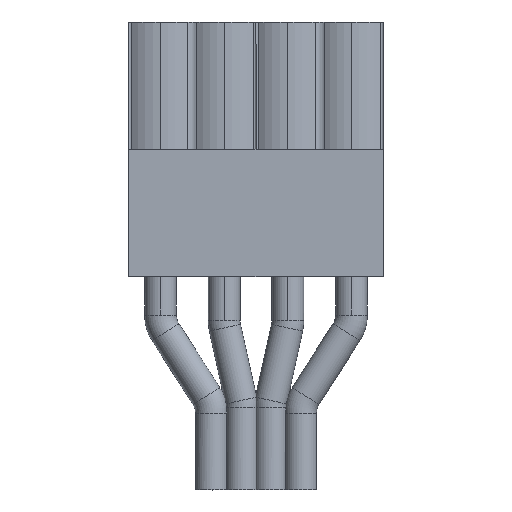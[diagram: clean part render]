
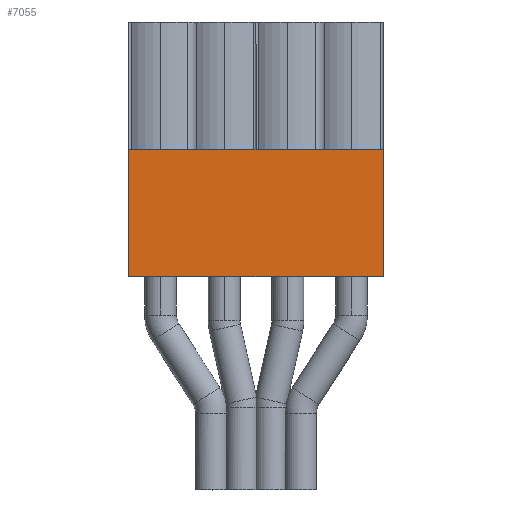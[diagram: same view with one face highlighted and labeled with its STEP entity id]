
A CAD part, top view. The second image highlights one B-rep face of the part: STEP entity #7055.
In plain terms, the highlighted planar face has unit normal (0, 0, 1).
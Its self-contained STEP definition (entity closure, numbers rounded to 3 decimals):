
#252 = ORIENTED_EDGE ( 'NONE', *, *, #1013, .F. ) ;
#601 = CARTESIAN_POINT ( 'NONE',  ( -4., 8., 5. ) ) ;
#622 = DIRECTION ( 'NONE',  ( 1., 0., 0. ) ) ;
#680 = FACE_OUTER_BOUND ( 'NONE', #7252, .T. ) ;
#827 = VECTOR ( 'NONE', #6810, 1000. ) ;
#1013 = EDGE_CURVE ( 'NONE', #3322, #7381, #6593, .T. ) ;
#1032 = LINE ( 'NONE', #601, #827 ) ;
#1861 = EDGE_CURVE ( 'NONE', #2037, #7381, #5620, .T. ) ;
#2037 = VERTEX_POINT ( 'NONE', #6434 ) ;
#2690 = ORIENTED_EDGE ( 'NONE', *, *, #5538, .F. ) ;
#2718 = CARTESIAN_POINT ( 'NONE',  ( 12., 16., 5. ) ) ;
#2791 = PLANE ( 'NONE',  #5765 ) ;
#2819 = DIRECTION ( 'NONE',  ( 0., 0., -1. ) ) ;
#3322 = VERTEX_POINT ( 'NONE', #6514 ) ;
#3605 = VERTEX_POINT ( 'NONE', #4552 ) ;
#3890 = DIRECTION ( 'NONE',  ( 0., -1., 0. ) ) ;
#4231 = ORIENTED_EDGE ( 'NONE', *, *, #1861, .T. ) ;
#4552 = CARTESIAN_POINT ( 'NONE',  ( -4., 8., 5. ) ) ;
#4911 = VECTOR ( 'NONE', #7086, 1000. ) ;
#4974 = CARTESIAN_POINT ( 'NONE',  ( -4., 0., 5. ) ) ;
#5422 = ORIENTED_EDGE ( 'NONE', *, *, #7896, .T. ) ;
#5538 = EDGE_CURVE ( 'NONE', #3605, #3322, #1032, .T. ) ;
#5620 = LINE ( 'NONE', #4974, #7100 ) ;
#5765 = AXIS2_PLACEMENT_3D ( 'NONE', #6545, #2819, #7199 ) ;
#6337 = LINE ( 'NONE', #6986, #7822 ) ;
#6434 = CARTESIAN_POINT ( 'NONE',  ( -4., 0., 5. ) ) ;
#6514 = CARTESIAN_POINT ( 'NONE',  ( 12., 8., 5. ) ) ;
#6545 = CARTESIAN_POINT ( 'NONE',  ( -4., 16., 5. ) ) ;
#6593 = LINE ( 'NONE', #2718, #4911 ) ;
#6810 = DIRECTION ( 'NONE',  ( 1., 0., 0. ) ) ;
#6986 = CARTESIAN_POINT ( 'NONE',  ( -4., 16., 5. ) ) ;
#7055 = ADVANCED_FACE ( 'NONE', ( #680 ), #2791, .F. ) ;
#7086 = DIRECTION ( 'NONE',  ( 0., -1., 0. ) ) ;
#7100 = VECTOR ( 'NONE', #622, 1000. ) ;
#7199 = DIRECTION ( 'NONE',  ( -1., 0., 0. ) ) ;
#7252 = EDGE_LOOP ( 'NONE', ( #252, #2690, #5422, #4231 ) ) ;
#7381 = VERTEX_POINT ( 'NONE', #7642 ) ;
#7642 = CARTESIAN_POINT ( 'NONE',  ( 12., 0., 5. ) ) ;
#7822 = VECTOR ( 'NONE', #3890, 1000. ) ;
#7896 = EDGE_CURVE ( 'NONE', #3605, #2037, #6337, .T. ) ;
